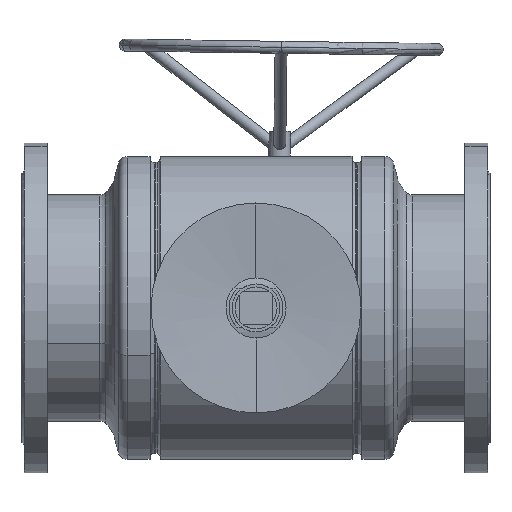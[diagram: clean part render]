
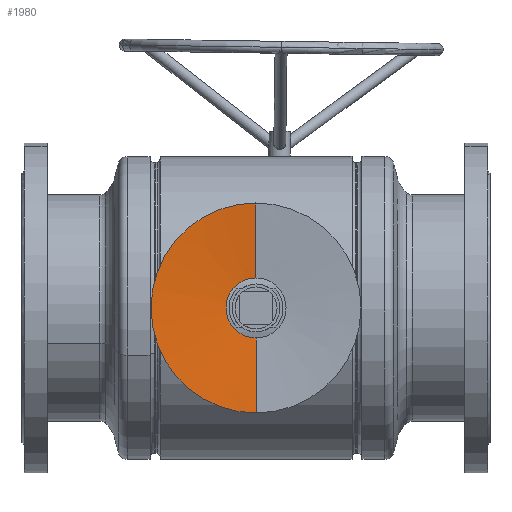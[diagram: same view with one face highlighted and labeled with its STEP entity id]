
A CAD part, front view. The second image highlights one B-rep face of the part: STEP entity #1980.
In plain terms, the highlighted conical face has half-angle 85.426 degrees and reference radius 50 mm.
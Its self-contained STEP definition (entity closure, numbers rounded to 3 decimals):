
#760 = DIRECTION ( 'NONE',  ( 0., -0.08, 0.997 ) ) ;
#1228 = ORIENTED_EDGE ( 'NONE', *, *, #23311, .T. ) ;
#1330 = VECTOR ( 'NONE', #10915, 1000. ) ;
#1641 = LINE ( 'NONE', #7332, #1330 ) ;
#1980 = ADVANCED_FACE ( 'NONE', ( #17171 ), #3385, .F. ) ;
#2265 = AXIS2_PLACEMENT_3D ( 'NONE', #14302, #20009, #18122 ) ;
#3189 = VERTEX_POINT ( 'NONE', #22514 ) ;
#3385 = CONICAL_SURFACE ( 'NONE', #18949, 50., 1.491 ) ;
#3558 = CARTESIAN_POINT ( 'NONE',  ( 0., 0., 175. ) ) ;
#4642 = CARTESIAN_POINT ( 'NONE',  ( 0., 10., 50. ) ) ;
#5736 = DIRECTION ( 'NONE',  ( 0., 0., -1. ) ) ;
#7332 = CARTESIAN_POINT ( 'NONE',  ( 0., 10., -50. ) ) ;
#7485 = EDGE_CURVE ( 'NONE', #7701, #3189, #13536, .T. ) ;
#7559 = CIRCLE ( 'NONE', #2265, 175. ) ;
#7701 = VERTEX_POINT ( 'NONE', #4642 ) ;
#9108 = ORIENTED_EDGE ( 'NONE', *, *, #13494, .T. ) ;
#10915 = DIRECTION ( 'NONE',  ( 0., -0.08, -0.997 ) ) ;
#11289 = CARTESIAN_POINT ( 'NONE',  ( 0., 10., 0. ) ) ;
#11484 = VERTEX_POINT ( 'NONE', #3558 ) ;
#11831 = EDGE_CURVE ( 'NONE', #3189, #19711, #1641, .T. ) ;
#13131 = CARTESIAN_POINT ( 'NONE',  ( 0., 10., 50. ) ) ;
#13494 = EDGE_CURVE ( 'NONE', #7701, #11484, #20708, .T. ) ;
#13536 = CIRCLE ( 'NONE', #15047, 50. ) ;
#14302 = CARTESIAN_POINT ( 'NONE',  ( 0., 0., 0. ) ) ;
#14398 = DIRECTION ( 'NONE',  ( 0., -1., 0. ) ) ;
#15047 = AXIS2_PLACEMENT_3D ( 'NONE', #21874, #14398, #5736 ) ;
#15585 = CARTESIAN_POINT ( 'NONE',  ( 0., 0., -175. ) ) ;
#16524 = EDGE_LOOP ( 'NONE', ( #21854, #9108, #1228, #18147 ) ) ;
#16599 = DIRECTION ( 'NONE',  ( 0., 0., -1. ) ) ;
#17171 = FACE_OUTER_BOUND ( 'NONE', #16524, .T. ) ;
#17508 = VECTOR ( 'NONE', #760, 1000. ) ;
#18122 = DIRECTION ( 'NONE',  ( 0., 0., -1. ) ) ;
#18147 = ORIENTED_EDGE ( 'NONE', *, *, #11831, .F. ) ;
#18949 = AXIS2_PLACEMENT_3D ( 'NONE', #11289, #20061, #16599 ) ;
#19711 = VERTEX_POINT ( 'NONE', #15585 ) ;
#20009 = DIRECTION ( 'NONE',  ( 0., -1., 0. ) ) ;
#20061 = DIRECTION ( 'NONE',  ( 0., -1., 0. ) ) ;
#20708 = LINE ( 'NONE', #13131, #17508 ) ;
#21854 = ORIENTED_EDGE ( 'NONE', *, *, #7485, .F. ) ;
#21874 = CARTESIAN_POINT ( 'NONE',  ( 0., 10., 0. ) ) ;
#22514 = CARTESIAN_POINT ( 'NONE',  ( 0., 10., -50. ) ) ;
#23311 = EDGE_CURVE ( 'NONE', #11484, #19711, #7559, .T. ) ;
